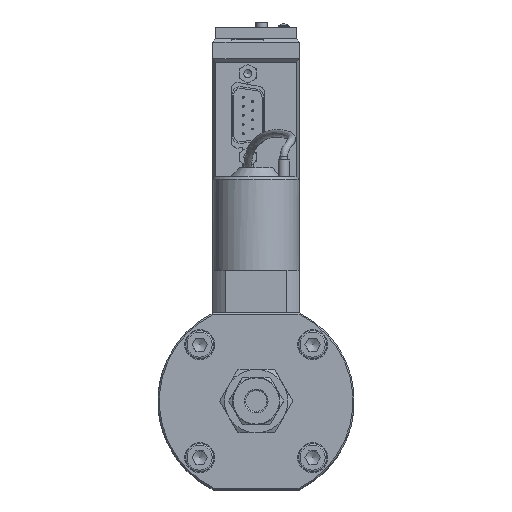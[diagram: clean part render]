
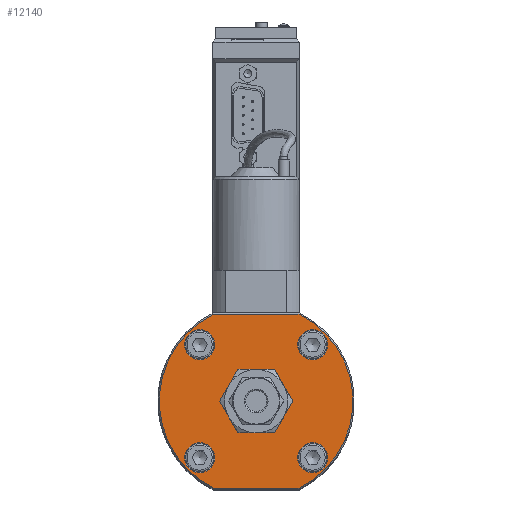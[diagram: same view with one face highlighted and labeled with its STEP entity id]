
A CAD part, top view. The second image highlights one B-rep face of the part: STEP entity #12140.
In plain terms, the highlighted planar face has unit normal (0, 0, 1).
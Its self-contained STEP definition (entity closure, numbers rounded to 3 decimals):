
#795=FACE_BOUND('',#2143,.T.);
#796=FACE_BOUND('',#2144,.T.);
#797=FACE_BOUND('',#2145,.T.);
#798=FACE_BOUND('',#2146,.T.);
#799=FACE_BOUND('',#2147,.T.);
#955=PLANE('',#12969);
#1386=FACE_OUTER_BOUND('',#2142,.T.);
#2142=EDGE_LOOP('',(#8704,#8705,#8706,#8707));
#2143=EDGE_LOOP('',(#8708));
#2144=EDGE_LOOP('',(#8709));
#2145=EDGE_LOOP('',(#8710));
#2146=EDGE_LOOP('',(#8711));
#2147=EDGE_LOOP('',(#8712));
#3009=LINE('',#17718,#3966);
#3010=LINE('',#17722,#3967);
#3966=VECTOR('',#14368,10.);
#3967=VECTOR('',#14371,10.);
#4850=CIRCLE('',#12968,8.453);
#4851=CIRCLE('',#12970,29.1);
#4852=CIRCLE('',#12971,29.1);
#4853=CIRCLE('',#12972,4.5);
#4854=CIRCLE('',#12973,4.5);
#4855=CIRCLE('',#12974,4.5);
#4856=CIRCLE('',#12975,4.5);
#5398=VERTEX_POINT('',#17712);
#5399=VERTEX_POINT('',#17716);
#5400=VERTEX_POINT('',#17717);
#5401=VERTEX_POINT('',#17719);
#5402=VERTEX_POINT('',#17721);
#5403=VERTEX_POINT('',#17724);
#5404=VERTEX_POINT('',#17726);
#5405=VERTEX_POINT('',#17728);
#5406=VERTEX_POINT('',#17730);
#6666=EDGE_CURVE('',#5398,#5398,#4850,.T.);
#6667=EDGE_CURVE('',#5399,#5400,#3009,.T.);
#6668=EDGE_CURVE('',#5401,#5399,#4851,.T.);
#6669=EDGE_CURVE('',#5402,#5401,#3010,.T.);
#6670=EDGE_CURVE('',#5400,#5402,#4852,.T.);
#6671=EDGE_CURVE('',#5403,#5403,#4853,.T.);
#6672=EDGE_CURVE('',#5404,#5404,#4854,.T.);
#6673=EDGE_CURVE('',#5405,#5405,#4855,.T.);
#6674=EDGE_CURVE('',#5406,#5406,#4856,.T.);
#8704=ORIENTED_EDGE('',*,*,#6667,.F.);
#8705=ORIENTED_EDGE('',*,*,#6668,.F.);
#8706=ORIENTED_EDGE('',*,*,#6669,.F.);
#8707=ORIENTED_EDGE('',*,*,#6670,.F.);
#8708=ORIENTED_EDGE('',*,*,#6666,.F.);
#8709=ORIENTED_EDGE('',*,*,#6671,.T.);
#8710=ORIENTED_EDGE('',*,*,#6672,.T.);
#8711=ORIENTED_EDGE('',*,*,#6673,.T.);
#8712=ORIENTED_EDGE('',*,*,#6674,.T.);
#12140=ADVANCED_FACE('',(#1386,#795,#796,#797,#798,#799),#955,.T.);
#12968=AXIS2_PLACEMENT_3D('',#17714,#14364,#14365);
#12969=AXIS2_PLACEMENT_3D('',#17715,#14366,#14367);
#12970=AXIS2_PLACEMENT_3D('',#17720,#14369,#14370);
#12971=AXIS2_PLACEMENT_3D('',#17723,#14372,#14373);
#12972=AXIS2_PLACEMENT_3D('',#17725,#14374,#14375);
#12973=AXIS2_PLACEMENT_3D('',#17727,#14376,#14377);
#12974=AXIS2_PLACEMENT_3D('',#17729,#14378,#14379);
#12975=AXIS2_PLACEMENT_3D('',#17731,#14380,#14381);
#14364=DIRECTION('center_axis',(0.,0.,
1.));
#14365=DIRECTION('ref_axis',(1.,0.,0.));
#14366=DIRECTION('center_axis',(0.,0.,
1.));
#14367=DIRECTION('ref_axis',(1.,0.,0.));
#14368=DIRECTION('',(1.,0.,0.));
#14369=DIRECTION('center_axis',(0.,0.,
-1.));
#14370=DIRECTION('ref_axis',(-1.,0.,0.));
#14371=DIRECTION('',(-1.,0.,0.));
#14372=DIRECTION('center_axis',(0.,0.,
-1.));
#14373=DIRECTION('ref_axis',(1.,0.,0.));
#14374=DIRECTION('center_axis',(0.,0.,
-1.));
#14375=DIRECTION('ref_axis',(1.,0.,0.));
#14376=DIRECTION('center_axis',(0.,0.,
-1.));
#14377=DIRECTION('ref_axis',(1.,0.,0.));
#14378=DIRECTION('center_axis',(0.,0.,
-1.));
#14379=DIRECTION('ref_axis',(1.,0.,0.));
#14380=DIRECTION('center_axis',(0.,0.,
-1.));
#14381=DIRECTION('ref_axis',(1.,0.,0.));
#17712=CARTESIAN_POINT('',(-8.453,0.,55.));
#17714=CARTESIAN_POINT('Origin',(0.,0.,
55.));
#17715=CARTESIAN_POINT('Origin',(0.,0.,
55.));
#17716=CARTESIAN_POINT('',(-12.869,26.1,55.));
#17717=CARTESIAN_POINT('',(12.869,26.1,55.));
#17718=CARTESIAN_POINT('',(-6.481,26.1,55.));
#17719=CARTESIAN_POINT('',(-12.869,-26.1,55.));
#17720=CARTESIAN_POINT('Origin',(0.,0.,
55.));
#17721=CARTESIAN_POINT('',(12.869,-26.1,55.));
#17722=CARTESIAN_POINT('',(6.481,-26.1,55.));
#17723=CARTESIAN_POINT('Origin',(0.,0.,
55.));
#17724=CARTESIAN_POINT('',(12.471,16.971,55.));
#17725=CARTESIAN_POINT('Origin',(16.971,16.971,55.));
#17726=CARTESIAN_POINT('',(12.471,-16.971,55.));
#17727=CARTESIAN_POINT('Origin',(16.971,-16.971,55.));
#17728=CARTESIAN_POINT('',(-21.471,-16.971,55.));
#17729=CARTESIAN_POINT('Origin',(-16.971,-16.971,55.));
#17730=CARTESIAN_POINT('',(-21.471,16.971,55.));
#17731=CARTESIAN_POINT('Origin',(-16.971,16.971,55.));
